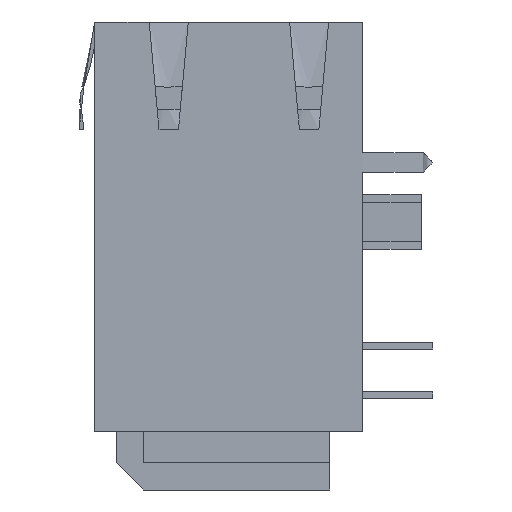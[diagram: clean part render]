
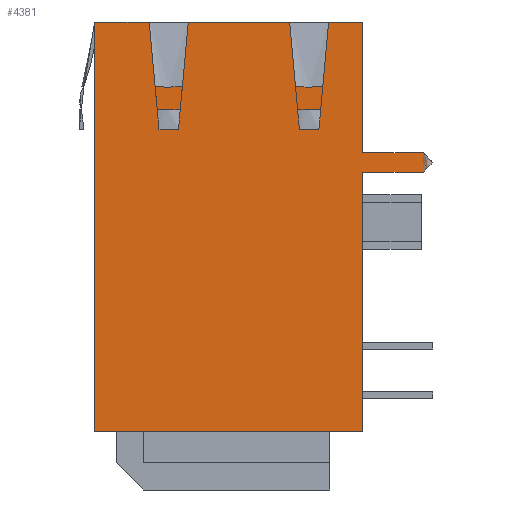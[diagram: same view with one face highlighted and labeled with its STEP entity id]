
A CAD part, left-side view. The second image highlights one B-rep face of the part: STEP entity #4381.
In plain terms, the highlighted planar face has unit normal (-1, 0, 0).
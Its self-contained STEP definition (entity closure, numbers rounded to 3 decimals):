
#8 = EDGE_CURVE ( 'NONE', #3970, #875, #983, .T. ) ;
#60 = VECTOR ( 'NONE', #2592, 1000. ) ;
#73 = VECTOR ( 'NONE', #2050, 1000. ) ;
#143 = CARTESIAN_POINT ( 'NONE',  ( -8., 5.075, 19.759 ) ) ;
#175 = CARTESIAN_POINT ( 'NONE',  ( -7.875, -3.1, 14.3 ) ) ;
#221 = LINE ( 'NONE', #4186, #2141 ) ;
#334 = ORIENTED_EDGE ( 'NONE', *, *, #5718, .T. ) ;
#350 = LINE ( 'NONE', #2353, #710 ) ;
#369 = DIRECTION ( 'NONE',  ( 0., -1., 0. ) ) ;
#370 = ORIENTED_EDGE ( 'NONE', *, *, #8, .F. ) ;
#401 = ORIENTED_EDGE ( 'NONE', *, *, #2619, .T. ) ;
#402 = VECTOR ( 'NONE', #1276, 1000. ) ;
#516 = EDGE_CURVE ( 'NONE', #2125, #3344, #579, .T. ) ;
#564 = VERTEX_POINT ( 'NONE', #4709 ) ;
#579 = LINE ( 'NONE', #2555, #60 ) ;
#666 = CARTESIAN_POINT ( 'NONE',  ( -8., 1.863, 19.759 ) ) ;
#698 = DIRECTION ( 'NONE',  ( 0., 0., -1. ) ) ;
#710 = VECTOR ( 'NONE', #4920, 1000. ) ;
#722 = VERTEX_POINT ( 'NONE', #2590 ) ;
#792 = CARTESIAN_POINT ( 'NONE',  ( -8., 0., 10.5 ) ) ;
#875 = VERTEX_POINT ( 'NONE', #6409 ) ;
#983 = LINE ( 'NONE', #3517, #1716 ) ;
#1019 = LINE ( 'NONE', #2494, #73 ) ;
#1028 = ORIENTED_EDGE ( 'NONE', *, *, #3601, .F. ) ;
#1043 = VERTEX_POINT ( 'NONE', #5630 ) ;
#1193 = CARTESIAN_POINT ( 'NONE',  ( -8., -3.6, 0. ) ) ;
#1226 = VERTEX_POINT ( 'NONE', #1801 ) ;
#1230 = DIRECTION ( 'NONE',  ( 0., 0., 1. ) ) ;
#1242 = VERTEX_POINT ( 'NONE', #4916 ) ;
#1276 = DIRECTION ( 'NONE',  ( 0., -0.091, -0.996 ) ) ;
#1390 = DIRECTION ( 'NONE',  ( 0., -0.091, -0.996 ) ) ;
#1421 = LINE ( 'NONE', #3467, #5271 ) ;
#1486 = LINE ( 'NONE', #1940, #3919 ) ;
#1529 = VECTOR ( 'NONE', #3462, 1000. ) ;
#1595 = CARTESIAN_POINT ( 'NONE',  ( -8., -3.267, 13.467 ) ) ;
#1599 = LINE ( 'NONE', #143, #1529 ) ;
#1662 = CARTESIAN_POINT ( 'NONE',  ( -8., -3.433, 13.633 ) ) ;
#1708 = DIRECTION ( 'NONE',  ( 0., 1., 0. ) ) ;
#1716 = VECTOR ( 'NONE', #4071, 1000. ) ;
#1801 = CARTESIAN_POINT ( 'NONE',  ( -8., 0., 14.3 ) ) ;
#1816 = DIRECTION ( 'NONE',  ( 0., 1., 0. ) ) ;
#1838 = VERTEX_POINT ( 'NONE', #3142 ) ;
#1905 = VERTEX_POINT ( 'NONE', #5612 ) ;
#1940 = CARTESIAN_POINT ( 'NONE',  ( -8., 13.75, 10.5 ) ) ;
#1954 = EDGE_CURVE ( 'NONE', #4689, #722, #5812, .T. ) ;
#2033 = AXIS2_PLACEMENT_3D ( 'NONE', #1193, #5677, #1230 ) ;
#2050 = DIRECTION ( 'NONE',  ( 0., 1., 0. ) ) ;
#2125 = VERTEX_POINT ( 'NONE', #666 ) ;
#2139 = ORIENTED_EDGE ( 'NONE', *, *, #6183, .F. ) ;
#2141 = VECTOR ( 'NONE', #3309, 1000. ) ;
#2248 = VECTOR ( 'NONE', #1708, 1000. ) ;
#2259 = CARTESIAN_POINT ( 'NONE',  ( -8., -3.433, 13.967 ) ) ;
#2353 = CARTESIAN_POINT ( 'NONE',  ( -8., 5.075, 21. ) ) ;
#2375 = VERTEX_POINT ( 'NONE', #6362 ) ;
#2494 = CARTESIAN_POINT ( 'NONE',  ( -8., 5.075, 14.3 ) ) ;
#2510 = CARTESIAN_POINT ( 'NONE',  ( -8., 2., 18.25 ) ) ;
#2555 = CARTESIAN_POINT ( 'NONE',  ( -8., 5.075, 19.759 ) ) ;
#2590 = CARTESIAN_POINT ( 'NONE',  ( -8., 1.75, 21. ) ) ;
#2592 = DIRECTION ( 'NONE',  ( 0., 1., 0. ) ) ;
#2593 = PLANE ( 'NONE',  #2033 ) ;
#2619 = EDGE_CURVE ( 'NONE', #3970, #1242, #5750, .T. ) ;
#2630 = CARTESIAN_POINT ( 'NONE',  ( -7.875, -3.6, 13.8 ) ) ;
#2719 = LINE ( 'NONE', #4549, #5887 ) ;
#2879 = CARTESIAN_POINT ( 'NONE',  ( -7.875, -3.1, 14.3 ) ) ;
#3069 = VECTOR ( 'NONE', #5923, 1000. ) ;
#3087 = CARTESIAN_POINT ( 'NONE',  ( -8., -3.1, 13.3 ) ) ;
#3142 = CARTESIAN_POINT ( 'NONE',  ( -8., 8.95, 21. ) ) ;
#3152 = ORIENTED_EDGE ( 'NONE', *, *, #516, .T. ) ;
#3219 = CARTESIAN_POINT ( 'NONE',  ( -8., 0., 13.3 ) ) ;
#3221 = EDGE_CURVE ( 'NONE', #564, #1838, #2719, .T. ) ;
#3309 = DIRECTION ( 'NONE',  ( 0., 1., 0. ) ) ;
#3337 = CARTESIAN_POINT ( 'NONE',  ( -8., -3.6, 13.8 ) ) ;
#3344 = VERTEX_POINT ( 'NONE', #3397 ) ;
#3397 = CARTESIAN_POINT ( 'NONE',  ( -8., 3.637, 19.759 ) ) ;
#3406 = EDGE_CURVE ( 'NONE', #1905, #1838, #350, .T. ) ;
#3462 = DIRECTION ( 'NONE',  ( 0., 1., 0. ) ) ;
#3467 = CARTESIAN_POINT ( 'NONE',  ( -8., 10.7, 18.25 ) ) ;
#3482 = EDGE_LOOP ( 'NONE', ( #4711, #3755, #4577, #4082, #4455, #3152, #1028, #5277, #4976, #5540, #2139, #6332, #4275, #3560, #370, #401, #334 ) ) ;
#3517 = CARTESIAN_POINT ( 'NONE',  ( -8., 0., 10.5 ) ) ;
#3542 = EDGE_CURVE ( 'NONE', #564, #3990, #1599, .T. ) ;
#3559 = CARTESIAN_POINT ( 'NONE',  ( -8., 0., 21. ) ) ;
#3560 = ORIENTED_EDGE ( 'NONE', *, *, #4745, .F. ) ;
#3590 = VERTEX_POINT ( 'NONE', #175 ) ;
#3601 = EDGE_CURVE ( 'NONE', #1905, #3344, #4669, .T. ) ;
#3616 = CARTESIAN_POINT ( 'NONE',  ( -8., 10.837, 19.759 ) ) ;
#3623 = EDGE_CURVE ( 'NONE', #4689, #1226, #5595, .T. ) ;
#3755 = ORIENTED_EDGE ( 'NONE', *, *, #3911, .T. ) ;
#3760 = CARTESIAN_POINT ( 'NONE',  ( -7.875, -3.6, 13.8 ) ) ;
#3782 = CARTESIAN_POINT ( 'NONE',  ( -8., 5.075, 13.3 ) ) ;
#3911 = EDGE_CURVE ( 'NONE', #3590, #1226, #1019, .T. ) ;
#3919 = VECTOR ( 'NONE', #3935, 1000. ) ;
#3924 = B_SPLINE_CURVE_WITH_KNOTS ( 'NONE', 3,
 ( #3337, #2259, #4773, #2879 ),
 .UNSPECIFIED., .F., .F.,
 ( 4, 4 ),
 ( 0., 1. ),
 .UNSPECIFIED. ) ;
#3935 = DIRECTION ( 'NONE',  ( 0., 0., -1. ) ) ;
#3962 = LINE ( 'NONE', #2510, #3069 ) ;
#3970 = VERTEX_POINT ( 'NONE', #3219 ) ;
#3990 = VERTEX_POINT ( 'NONE', #3616 ) ;
#4022 = CARTESIAN_POINT ( 'NONE',  ( -8., 13.75, 0. ) ) ;
#4071 = DIRECTION ( 'NONE',  ( 0., 0., -1. ) ) ;
#4082 = ORIENTED_EDGE ( 'NONE', *, *, #1954, .T. ) ;
#4186 = CARTESIAN_POINT ( 'NONE',  ( -8., 5.075, 21. ) ) ;
#4275 = ORIENTED_EDGE ( 'NONE', *, *, #4664, .T. ) ;
#4381 = ADVANCED_FACE ( 'NONE', ( #4584 ), #2593, .T. ) ;
#4448 = VECTOR ( 'NONE', #698, 1000. ) ;
#4455 = ORIENTED_EDGE ( 'NONE', *, *, #4652, .F. ) ;
#4549 = CARTESIAN_POINT ( 'NONE',  ( -8., 9.2, 18.25 ) ) ;
#4577 = ORIENTED_EDGE ( 'NONE', *, *, #3623, .F. ) ;
#4584 = FACE_OUTER_BOUND ( 'NONE', #3482, .T. ) ;
#4652 = EDGE_CURVE ( 'NONE', #2125, #722, #3962, .T. ) ;
#4664 = EDGE_CURVE ( 'NONE', #2375, #5197, #1486, .T. ) ;
#4669 = LINE ( 'NONE', #6103, #402 ) ;
#4689 = VERTEX_POINT ( 'NONE', #3559 ) ;
#4704 = DIRECTION ( 'NONE',  ( 0., -0.091, 0.996 ) ) ;
#4709 = CARTESIAN_POINT ( 'NONE',  ( -8., 9.063, 19.759 ) ) ;
#4711 = ORIENTED_EDGE ( 'NONE', *, *, #5251, .T. ) ;
#4745 = EDGE_CURVE ( 'NONE', #875, #5197, #5090, .T. ) ;
#4773 = CARTESIAN_POINT ( 'NONE',  ( -8., -3.267, 14.133 ) ) ;
#4817 = EDGE_CURVE ( 'NONE', #1043, #2375, #221, .T. ) ;
#4916 = CARTESIAN_POINT ( 'NONE',  ( -7.875, -3.1, 13.3 ) ) ;
#4920 = DIRECTION ( 'NONE',  ( 0., 1., 0. ) ) ;
#4976 = ORIENTED_EDGE ( 'NONE', *, *, #3221, .F. ) ;
#5090 = LINE ( 'NONE', #5120, #2248 ) ;
#5120 = CARTESIAN_POINT ( 'NONE',  ( -8., 6.875, 0. ) ) ;
#5197 = VERTEX_POINT ( 'NONE', #4022 ) ;
#5227 = CARTESIAN_POINT ( 'NONE',  ( -8., 5.075, 21. ) ) ;
#5251 = EDGE_CURVE ( 'NONE', #6412, #3590, #3924, .T. ) ;
#5271 = VECTOR ( 'NONE', #1390, 1000. ) ;
#5277 = ORIENTED_EDGE ( 'NONE', *, *, #3406, .T. ) ;
#5385 = B_SPLINE_CURVE_WITH_KNOTS ( 'NONE', 3,
 ( #3087, #1595, #1662, #2630 ),
 .UNSPECIFIED., .F., .F.,
 ( 4, 4 ),
 ( 0., 1. ),
 .UNSPECIFIED. ) ;
#5540 = ORIENTED_EDGE ( 'NONE', *, *, #3542, .T. ) ;
#5595 = LINE ( 'NONE', #792, #4448 ) ;
#5612 = CARTESIAN_POINT ( 'NONE',  ( -8., 3.75, 21. ) ) ;
#5630 = CARTESIAN_POINT ( 'NONE',  ( -8., 10.95, 21. ) ) ;
#5677 = DIRECTION ( 'NONE',  ( -1., 0., 0. ) ) ;
#5718 = EDGE_CURVE ( 'NONE', #1242, #6412, #5385, .T. ) ;
#5750 = LINE ( 'NONE', #3782, #6181 ) ;
#5812 = LINE ( 'NONE', #5227, #6069 ) ;
#5887 = VECTOR ( 'NONE', #4704, 1000. ) ;
#5923 = DIRECTION ( 'NONE',  ( 0., -0.091, 0.996 ) ) ;
#6069 = VECTOR ( 'NONE', #1816, 1000. ) ;
#6103 = CARTESIAN_POINT ( 'NONE',  ( -8., 3.5, 18.25 ) ) ;
#6181 = VECTOR ( 'NONE', #369, 1000. ) ;
#6183 = EDGE_CURVE ( 'NONE', #1043, #3990, #1421, .T. ) ;
#6332 = ORIENTED_EDGE ( 'NONE', *, *, #4817, .T. ) ;
#6362 = CARTESIAN_POINT ( 'NONE',  ( -8., 13.75, 21. ) ) ;
#6409 = CARTESIAN_POINT ( 'NONE',  ( -8., 0., 0. ) ) ;
#6412 = VERTEX_POINT ( 'NONE', #3760 ) ;
